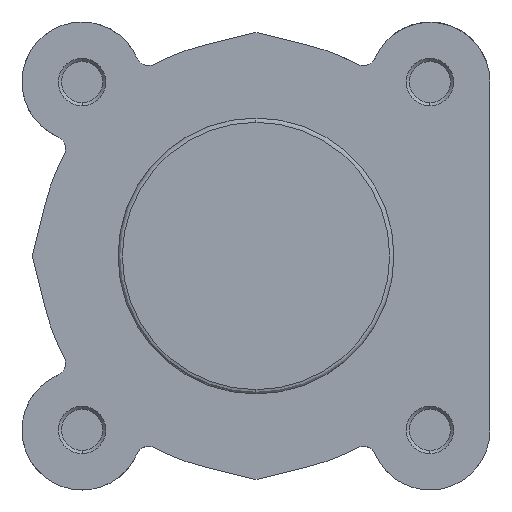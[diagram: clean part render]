
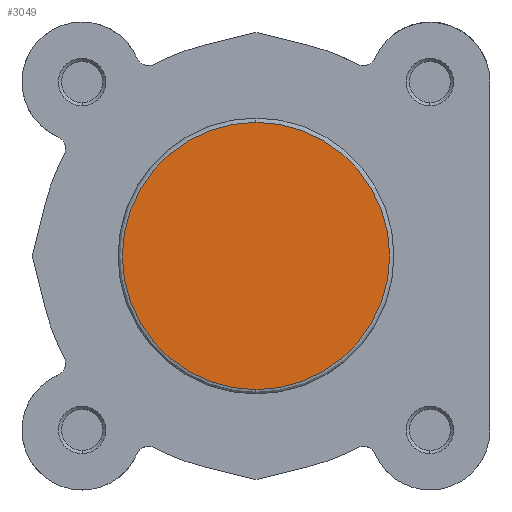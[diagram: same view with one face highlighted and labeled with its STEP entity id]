
A CAD part, left-side view. The second image highlights one B-rep face of the part: STEP entity #3049.
In plain terms, the highlighted planar face has unit normal (-1, 0, 0).
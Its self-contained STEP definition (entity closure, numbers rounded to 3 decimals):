
#293 = ORIENTED_EDGE ( 'NONE', *, *, #3550, .T. ) ;
#364 = ORIENTED_EDGE ( 'NONE', *, *, #3335, .T. ) ;
#377 = VERTEX_POINT ( 'NONE', #440 ) ;
#440 = CARTESIAN_POINT ( 'NONE',  ( 0., 0., 21.7 ) ) ;
#639 = VERTEX_POINT ( 'NONE', #6819 ) ;
#930 = CARTESIAN_POINT ( 'NONE',  ( 0., 0., 0. ) ) ;
#932 = DIRECTION ( 'NONE',  ( -1., 0., 0. ) ) ;
#933 = DIRECTION ( 'NONE',  ( 0., 0., -1. ) ) ;
#2250 = EDGE_LOOP ( 'NONE', ( #293, #364 ) ) ;
#2543 = FACE_OUTER_BOUND ( 'NONE', #2250, .T. ) ;
#3049 = ADVANCED_FACE ( 'NONE', ( #2543 ), #6660, .F. ) ;
#3335 = EDGE_CURVE ( 'NONE', #377, #639, #5634, .T. ) ;
#3550 = EDGE_CURVE ( 'NONE', #639, #377, #5929, .T. ) ;
#3755 = AXIS2_PLACEMENT_3D ( 'NONE', #6669, #6684, #6685 ) ;
#3971 = AXIS2_PLACEMENT_3D ( 'NONE', #4972, #4973, #4974 ) ;
#4100 = AXIS2_PLACEMENT_3D ( 'NONE', #930, #932, #933 ) ;
#4972 = CARTESIAN_POINT ( 'NONE',  ( 0., 0., 0. ) ) ;
#4973 = DIRECTION ( 'NONE',  ( -1., 0., 0. ) ) ;
#4974 = DIRECTION ( 'NONE',  ( 0., 0., -1. ) ) ;
#5634 = CIRCLE ( 'NONE', #3971, 21.7 ) ;
#5929 = CIRCLE ( 'NONE', #4100, 21.7 ) ;
#6660 = PLANE ( 'NONE',  #3755 ) ;
#6669 = CARTESIAN_POINT ( 'NONE',  ( 0., 22.4, 0. ) ) ;
#6684 = DIRECTION ( 'NONE',  ( 1., 0., 0. ) ) ;
#6685 = DIRECTION ( 'NONE',  ( 0., 0., -1. ) ) ;
#6819 = CARTESIAN_POINT ( 'NONE',  ( 0., 0., -21.7 ) ) ;
